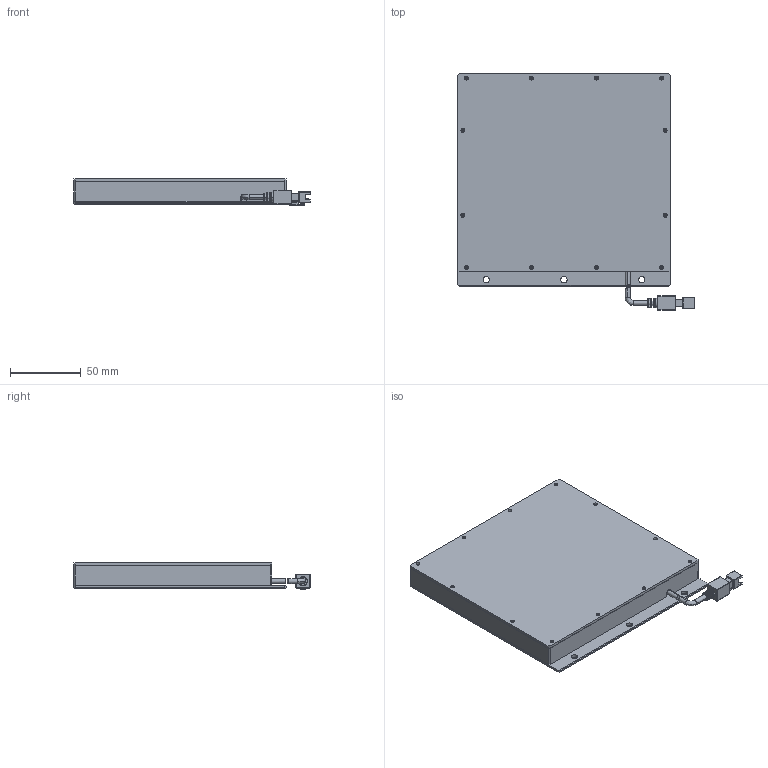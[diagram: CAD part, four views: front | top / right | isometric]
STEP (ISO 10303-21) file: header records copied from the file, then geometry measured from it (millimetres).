
FILE_DESCRIPTION (( 'STEP AP214' ), '1' );
FILE_NAME ('660706-B.STEP', '2019-03-08T02:09:45', ( 'user' ), ( '微软中国' ), 'SwSTEP 2.0', 'SolidWorks 2016', '' );
FILE_SCHEMA (( 'AUTOMOTIVE_DESIGN' ));
Length unit declared in the file: millimetre
Products named in the file (1): 660706-B
Bounding box: 167 x 167 x 18.7 mm (x, y, z)
Volume: 172695 mm3; surface area: 157551.4 mm2
Topology: 22 solids, 22 shells, 3025 faces, 7287 edges, 4783 vertices
Faces by surface type: plane 2614, cylinder 253, bspline 79, cone 79
Entity records: 119281 total; most frequent: CARTESIAN_POINT 16450, ORIENTED_EDGE 14470, DIRECTION 13545, EDGE_CURVE 7235, VECTOR 6529, LINE 6529, VERTEX_POINT 4783, EDGE_LOOP 3610
